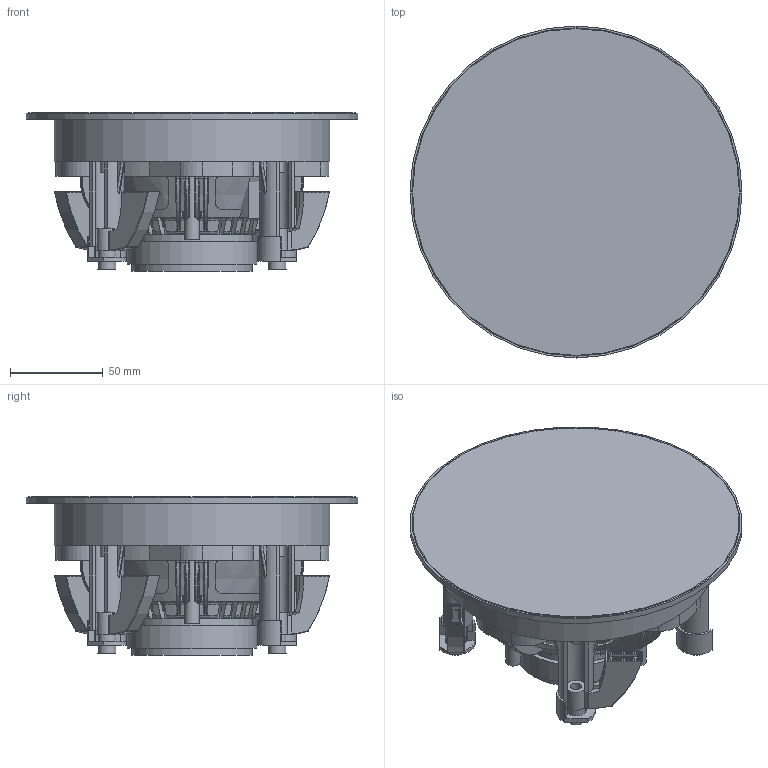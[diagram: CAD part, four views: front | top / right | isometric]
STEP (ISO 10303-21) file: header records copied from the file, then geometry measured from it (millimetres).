
FILE_DESCRIPTION(/* description */ (''),/* implementation_level */ '2;1');
FILE_NAME(/* name */ 'AUDAC-CELO5.stp',/* time_stamp */ '2021-02-25T12:12:14+01:00',/* author */ ('kamiel'),/* organization */ (''),/* preprocessor_version */ 'ST-DEVELOPER v18.1',/* originating_system */ 'Autodesk Inventor 2021',/* authorisation */ '');
FILE_SCHEMA (('AUTOMOTIVE_DESIGN { 1 0 10303 214 3 1 1 }'));
Products named in the file (1): AUDAC-CELO5
Bounding box: 179.4 x 179.4 x 85.9 mm (x, y, z)
Volume: 1062209.1 mm3; surface area: 394229 mm2
Topology: 23 solids, 23 shells, 2305 faces, 6575 edges, 4337 vertices
Faces by surface type: plane 1165, cylinder 578, bspline 300, torus 170, cone 76, sphere 16
Full cylindrical faces by diameter (mm): 1.7 x8, 1.8 x8, 3.4 x13, 3.8 x1, 4.3 x4, 4.4 x8, 5.3 x4, 6 x4, 7.2 x4, 8 x8, 9 x12, 9.8 x4, 11 x4, 11.5 x4, 13 x8, 24.5 x1, 24.95 x2, 26.2 x1, 26.5 x2, 27.2 x1, 31.5 x1, 32 x2, 32.1 x1, 33 x2, 33.8 x1, 35.5 x1, 38 x1, 40 x1, 41.4 x1, 43.8 x1
Entity records: 108886 total; most frequent: CARTESIAN_POINT 47904, ORIENTED_EDGE 13144, DIRECTION 11384, EDGE_CURVE 6572, VERTEX_POINT 4337, AXIS2_PLACEMENT_3D 4110, LINE 3164, VECTOR 3164
